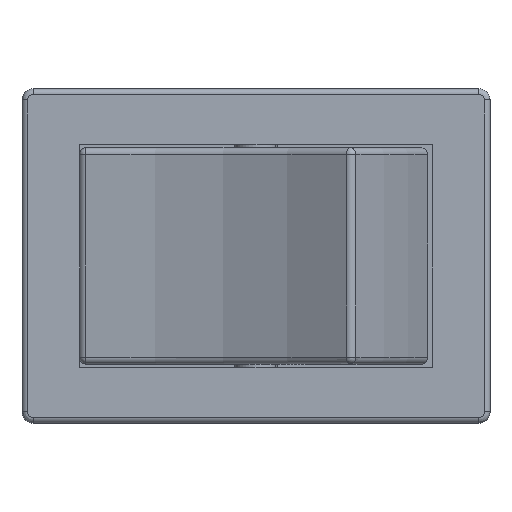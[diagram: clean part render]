
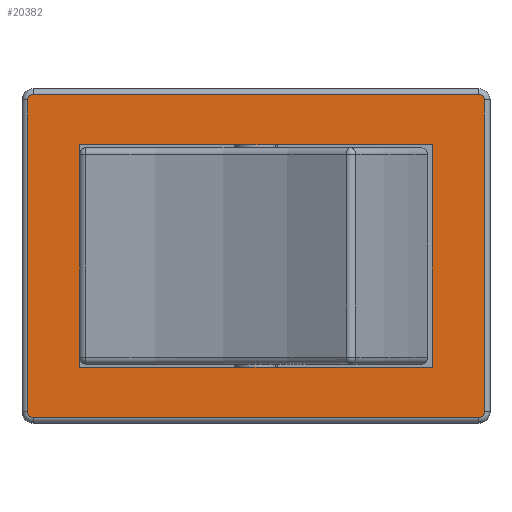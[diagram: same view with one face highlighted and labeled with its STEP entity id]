
A CAD part, top view. The second image highlights one B-rep face of the part: STEP entity #20382.
In plain terms, the highlighted planar face has unit normal (0, 0, 1).
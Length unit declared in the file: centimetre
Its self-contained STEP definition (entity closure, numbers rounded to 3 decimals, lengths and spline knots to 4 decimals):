
#1021=FACE_BOUND('',#3957,.T.);
#1719=PLANE('',#21247);
#2793=FACE_OUTER_BOUND('',#3956,.T.);
#3956=EDGE_LOOP('',(#19063,#19064,#19065,#19066,#19067,#19068,#19069,#19070));
#3957=EDGE_LOOP('',(#19071,#19072,#19073,#19074));
#4075=CIRCLE('',#21227,0.025);
#4079=CIRCLE('',#21231,0.025);
#4083=CIRCLE('',#21237,0.025);
#4087=CIRCLE('',#21241,0.025);
#6229=LINE('',#35825,#8477);
#6233=LINE('',#35834,#8481);
#6236=LINE('',#35838,#8484);
#6238=LINE('',#35842,#8486);
#6239=LINE('',#35848,#8487);
#6241=LINE('',#35884,#8489);
#6244=LINE('',#35891,#8492);
#6246=LINE('',#35922,#8494);
#8477=VECTOR('',#24991,1.);
#8481=VECTOR('',#24997,1.);
#8484=VECTOR('',#25002,1.);
#8486=VECTOR('',#25008,1.);
#8487=VECTOR('',#25013,1.);
#8489=VECTOR('',#25033,1.);
#8492=VECTOR('',#25040,1.);
#8494=VECTOR('',#25056,1.);
#10462=VERTEX_POINT('',#35822);
#10463=VERTEX_POINT('',#35824);
#10466=VERTEX_POINT('',#35831);
#10467=VERTEX_POINT('',#35833);
#10469=VERTEX_POINT('',#35845);
#10470=VERTEX_POINT('',#35847);
#10473=VERTEX_POINT('',#35862);
#10474=VERTEX_POINT('',#35875);
#10477=VERTEX_POINT('',#35882);
#10478=VERTEX_POINT('',#35887);
#10481=VERTEX_POINT('',#35902);
#10482=VERTEX_POINT('',#35915);
#13337=EDGE_CURVE('',#10463,#10462,#6229,.T.);
#13341=EDGE_CURVE('',#10467,#10466,#6233,.T.);
#13344=EDGE_CURVE('',#10466,#10463,#6236,.T.);
#13346=EDGE_CURVE('',#10462,#10467,#6238,.T.);
#13348=EDGE_CURVE('',#10469,#10470,#6239,.T.);
#13352=EDGE_CURVE('',#10473,#10469,#4075,.T.);
#13356=EDGE_CURVE('',#10470,#10474,#4079,.T.);
#13358=EDGE_CURVE('',#10477,#10473,#6241,.T.);
#13362=EDGE_CURVE('',#10474,#10478,#6244,.T.);
#13364=EDGE_CURVE('',#10481,#10477,#4083,.T.);
#13368=EDGE_CURVE('',#10478,#10482,#4087,.T.);
#13370=EDGE_CURVE('',#10482,#10481,#6246,.T.);
#19063=ORIENTED_EDGE('',*,*,#13348,.F.);
#19064=ORIENTED_EDGE('',*,*,#13352,.F.);
#19065=ORIENTED_EDGE('',*,*,#13358,.F.);
#19066=ORIENTED_EDGE('',*,*,#13364,.F.);
#19067=ORIENTED_EDGE('',*,*,#13370,.F.);
#19068=ORIENTED_EDGE('',*,*,#13368,.F.);
#19069=ORIENTED_EDGE('',*,*,#13362,.F.);
#19070=ORIENTED_EDGE('',*,*,#13356,.F.);
#19071=ORIENTED_EDGE('',*,*,#13341,.T.);
#19072=ORIENTED_EDGE('',*,*,#13344,.T.);
#19073=ORIENTED_EDGE('',*,*,#13337,.T.);
#19074=ORIENTED_EDGE('',*,*,#13346,.T.);
#20382=ADVANCED_FACE('',(#2793,#1021),#1719,.T.);
#21227=AXIS2_PLACEMENT_3D('',#35864,#25019,#25020);
#21231=AXIS2_PLACEMENT_3D('',#35879,#25027,#25028);
#21237=AXIS2_PLACEMENT_3D('',#35904,#25043,#25044);
#21241=AXIS2_PLACEMENT_3D('',#35919,#25051,#25052);
#21247=AXIS2_PLACEMENT_3D('',#35932,#25070,#25071);
#24991=DIRECTION('',(-1.,0.,0.));
#24997=DIRECTION('',(1.,0.,0.));
#25002=DIRECTION('',(0.,-1.,0.));
#25008=DIRECTION('',(0.,1.,0.));
#25013=DIRECTION('',(1.,0.,0.));
#25019=DIRECTION('center_axis',(0.,0.,
-1.));
#25020=DIRECTION('ref_axis',(-0.707,0.707,0.));
#25027=DIRECTION('center_axis',(0.,0.,
-1.));
#25028=DIRECTION('ref_axis',(0.707,0.707,0.));
#25033=DIRECTION('',(0.,1.,0.));
#25040=DIRECTION('',(0.,-1.,0.));
#25043=DIRECTION('center_axis',(0.,0.,
-1.));
#25044=DIRECTION('ref_axis',(-0.707,-0.707,0.));
#25051=DIRECTION('center_axis',(0.,0.,
-1.));
#25052=DIRECTION('ref_axis',(0.707,-0.707,0.));
#25056=DIRECTION('',(-1.,0.,0.));
#25070=DIRECTION('center_axis',(0.,0.,
1.));
#25071=DIRECTION('ref_axis',(1.,0.,0.));
#35822=CARTESIAN_POINT('',(-0.79,-0.5,1.36));
#35824=CARTESIAN_POINT('',(0.79,-0.5,1.36));
#35825=CARTESIAN_POINT('',(-0.395,-0.5,1.36));
#35831=CARTESIAN_POINT('',(0.79,0.5,1.36));
#35833=CARTESIAN_POINT('',(-0.79,0.5,1.36));
#35834=CARTESIAN_POINT('',(0.,0.5,1.36));
#35838=CARTESIAN_POINT('',(0.79,0.225,1.36));
#35842=CARTESIAN_POINT('',(-0.79,0.225,1.36));
#35845=CARTESIAN_POINT('',(-1.,0.725,1.36));
#35847=CARTESIAN_POINT('',(1.,0.725,1.36));
#35848=CARTESIAN_POINT('',(-0.5,0.725,1.36));
#35862=CARTESIAN_POINT('',(-1.025,0.7,1.36));
#35864=CARTESIAN_POINT('Origin',(-1.,0.7,1.36));
#35875=CARTESIAN_POINT('',(1.025,0.7,1.36));
#35879=CARTESIAN_POINT('Origin',(1.,0.7,1.36));
#35882=CARTESIAN_POINT('',(-1.025,-0.7,1.36));
#35884=CARTESIAN_POINT('',(-1.025,-0.35,1.36));
#35887=CARTESIAN_POINT('',(1.025,-0.7,1.36));
#35891=CARTESIAN_POINT('',(1.025,0.35,1.36));
#35902=CARTESIAN_POINT('',(-1.,-0.725,1.36));
#35904=CARTESIAN_POINT('Origin',(-1.,-0.7,1.36));
#35915=CARTESIAN_POINT('',(1.,-0.725,1.36));
#35919=CARTESIAN_POINT('Origin',(1.,-0.7,1.36));
#35922=CARTESIAN_POINT('',(0.5,-0.725,1.36));
#35932=CARTESIAN_POINT('Origin',(0.,0.,1.36));
